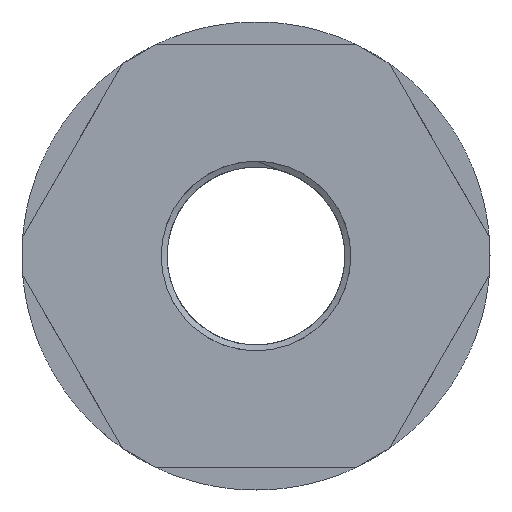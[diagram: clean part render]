
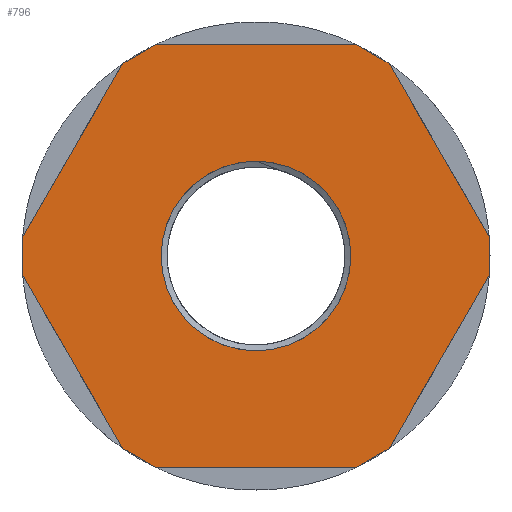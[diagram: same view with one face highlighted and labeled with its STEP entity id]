
A CAD part, left-side view. The second image highlights one B-rep face of the part: STEP entity #796.
In plain terms, the highlighted planar face has unit normal (-1, 0, 0).
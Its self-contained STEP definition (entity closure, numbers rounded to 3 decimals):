
#22=FACE_BOUND('',#316,.T.);
#45=PLANE('',#883);
#52=LINE('',#2273,#108);
#55=LINE('',#2284,#111);
#59=LINE('',#2296,#115);
#63=LINE('',#2308,#119);
#67=LINE('',#2320,#123);
#71=LINE('',#2332,#127);
#75=LINE('',#2344,#131);
#79=LINE('',#2356,#135);
#83=LINE('',#2368,#139);
#87=LINE('',#2380,#143);
#91=LINE('',#2392,#147);
#94=LINE('',#2401,#150);
#108=VECTOR('',#908,10.);
#111=VECTOR('',#919,10.);
#115=VECTOR('',#931,10.);
#119=VECTOR('',#943,10.);
#123=VECTOR('',#955,10.);
#127=VECTOR('',#967,10.);
#131=VECTOR('',#979,10.);
#135=VECTOR('',#991,10.);
#139=VECTOR('',#1003,10.);
#143=VECTOR('',#1015,10.);
#147=VECTOR('',#1027,10.);
#150=VECTOR('',#1038,10.);
#160=CIRCLE('',#811,0.1);
#163=CIRCLE('',#816,0.1);
#164=CIRCLE('',#819,0.1);
#167=CIRCLE('',#824,0.1);
#168=CIRCLE('',#827,0.1);
#171=CIRCLE('',#832,0.1);
#172=CIRCLE('',#835,0.1);
#175=CIRCLE('',#840,0.1);
#176=CIRCLE('',#843,0.1);
#179=CIRCLE('',#848,0.1);
#180=CIRCLE('',#851,0.1);
#183=CIRCLE('',#856,0.1);
#188=CIRCLE('',#869,12.326);
#262=FACE_OUTER_BOUND('',#315,.T.);
#315=EDGE_LOOP('',(#715,#716,#717,#718,#719,#720,#721,#722,#723,#724,#725,
#726,#727,#728,#729,#730,#731,#732,#733,#734,#735,#736,#737,#738));
#316=EDGE_LOOP('',(#739));
#346=VERTEX_POINT('',#2260);
#347=VERTEX_POINT('',#2261);
#351=VERTEX_POINT('',#2271);
#354=VERTEX_POINT('',#2278);
#355=VERTEX_POINT('',#2280);
#356=VERTEX_POINT('',#2287);
#357=VERTEX_POINT('',#2288);
#362=VERTEX_POINT('',#2302);
#363=VERTEX_POINT('',#2304);
#364=VERTEX_POINT('',#2311);
#365=VERTEX_POINT('',#2312);
#370=VERTEX_POINT('',#2326);
#371=VERTEX_POINT('',#2328);
#372=VERTEX_POINT('',#2335);
#373=VERTEX_POINT('',#2336);
#378=VERTEX_POINT('',#2350);
#379=VERTEX_POINT('',#2352);
#380=VERTEX_POINT('',#2359);
#381=VERTEX_POINT('',#2360);
#386=VERTEX_POINT('',#2374);
#387=VERTEX_POINT('',#2376);
#388=VERTEX_POINT('',#2383);
#389=VERTEX_POINT('',#2384);
#393=VERTEX_POINT('',#2397);
#408=VERTEX_POINT('',#4733);
#424=EDGE_CURVE('',#346,#347,#160,.T.);
#430=EDGE_CURVE('',#346,#351,#52,.T.);
#433=EDGE_CURVE('',#354,#355,#163,.T.);
#435=EDGE_CURVE('',#354,#347,#55,.T.);
#437=EDGE_CURVE('',#356,#357,#164,.T.);
#441=EDGE_CURVE('',#356,#355,#59,.T.);
#445=EDGE_CURVE('',#362,#363,#167,.T.);
#447=EDGE_CURVE('',#362,#357,#63,.T.);
#449=EDGE_CURVE('',#364,#365,#168,.T.);
#453=EDGE_CURVE('',#364,#363,#67,.T.);
#457=EDGE_CURVE('',#370,#371,#171,.T.);
#459=EDGE_CURVE('',#370,#365,#71,.T.);
#461=EDGE_CURVE('',#372,#373,#172,.T.);
#465=EDGE_CURVE('',#372,#371,#75,.T.);
#469=EDGE_CURVE('',#378,#379,#175,.T.);
#471=EDGE_CURVE('',#378,#373,#79,.T.);
#473=EDGE_CURVE('',#380,#381,#176,.T.);
#477=EDGE_CURVE('',#380,#379,#83,.T.);
#481=EDGE_CURVE('',#386,#387,#179,.T.);
#483=EDGE_CURVE('',#386,#381,#87,.T.);
#485=EDGE_CURVE('',#388,#389,#180,.T.);
#489=EDGE_CURVE('',#388,#387,#91,.T.);
#493=EDGE_CURVE('',#393,#351,#183,.T.);
#494=EDGE_CURVE('',#393,#389,#94,.T.);
#518=EDGE_CURVE('',#408,#408,#188,.T.);
#715=ORIENTED_EDGE('',*,*,#424,.F.);
#716=ORIENTED_EDGE('',*,*,#430,.T.);
#717=ORIENTED_EDGE('',*,*,#493,.F.);
#718=ORIENTED_EDGE('',*,*,#494,.T.);
#719=ORIENTED_EDGE('',*,*,#485,.F.);
#720=ORIENTED_EDGE('',*,*,#489,.T.);
#721=ORIENTED_EDGE('',*,*,#481,.F.);
#722=ORIENTED_EDGE('',*,*,#483,.T.);
#723=ORIENTED_EDGE('',*,*,#473,.F.);
#724=ORIENTED_EDGE('',*,*,#477,.T.);
#725=ORIENTED_EDGE('',*,*,#469,.F.);
#726=ORIENTED_EDGE('',*,*,#471,.T.);
#727=ORIENTED_EDGE('',*,*,#461,.F.);
#728=ORIENTED_EDGE('',*,*,#465,.T.);
#729=ORIENTED_EDGE('',*,*,#457,.F.);
#730=ORIENTED_EDGE('',*,*,#459,.T.);
#731=ORIENTED_EDGE('',*,*,#449,.F.);
#732=ORIENTED_EDGE('',*,*,#453,.T.);
#733=ORIENTED_EDGE('',*,*,#445,.F.);
#734=ORIENTED_EDGE('',*,*,#447,.T.);
#735=ORIENTED_EDGE('',*,*,#437,.F.);
#736=ORIENTED_EDGE('',*,*,#441,.T.);
#737=ORIENTED_EDGE('',*,*,#433,.F.);
#738=ORIENTED_EDGE('',*,*,#435,.T.);
#739=ORIENTED_EDGE('',*,*,#518,.T.);
#796=ADVANCED_FACE('',(#262,#22),#45,.T.);
#811=AXIS2_PLACEMENT_3D('',#2262,#898,#899);
#816=AXIS2_PLACEMENT_3D('',#2281,#914,#915);
#819=AXIS2_PLACEMENT_3D('',#2289,#923,#924);
#824=AXIS2_PLACEMENT_3D('',#2305,#938,#939);
#827=AXIS2_PLACEMENT_3D('',#2313,#947,#948);
#832=AXIS2_PLACEMENT_3D('',#2329,#962,#963);
#835=AXIS2_PLACEMENT_3D('',#2337,#971,#972);
#840=AXIS2_PLACEMENT_3D('',#2353,#986,#987);
#843=AXIS2_PLACEMENT_3D('',#2361,#995,#996);
#848=AXIS2_PLACEMENT_3D('',#2377,#1010,#1011);
#851=AXIS2_PLACEMENT_3D('',#2385,#1019,#1020);
#856=AXIS2_PLACEMENT_3D('',#2399,#1034,#1035);
#869=AXIS2_PLACEMENT_3D('',#4734,#1069,#1070);
#883=AXIS2_PLACEMENT_3D('',#4754,#1097,#1098);
#898=DIRECTION('center_axis',(1.,0.,0.));
#899=DIRECTION('ref_axis',(0.,-0.259,0.966));
#908=DIRECTION('',(0.,1.,0.));
#914=DIRECTION('center_axis',(1.,0.,0.));
#915=DIRECTION('ref_axis',(0.,-0.707,0.707));
#919=DIRECTION('',(0.,0.866,0.5));
#923=DIRECTION('center_axis',(1.,0.,0.));
#924=DIRECTION('ref_axis',(0.,-0.966,0.259));
#931=DIRECTION('',(0.,0.5,0.866));
#938=DIRECTION('center_axis',(1.,0.,0.));
#939=DIRECTION('ref_axis',(0.,-0.966,-0.259));
#943=DIRECTION('',(0.,0.,1.));
#947=DIRECTION('center_axis',(1.,0.,0.));
#948=DIRECTION('ref_axis',(0.,-0.707,-0.707));
#955=DIRECTION('',(0.,-0.5,0.866));
#962=DIRECTION('center_axis',(1.,0.,0.));
#963=DIRECTION('ref_axis',(0.,-0.259,-0.966));
#967=DIRECTION('',(0.,-0.866,0.5));
#971=DIRECTION('center_axis',(1.,0.,0.));
#972=DIRECTION('ref_axis',(0.,0.259,-0.966));
#979=DIRECTION('',(0.,-1.,0.));
#986=DIRECTION('center_axis',(1.,0.,0.));
#987=DIRECTION('ref_axis',(0.,0.707,-0.707));
#991=DIRECTION('',(0.,-0.866,-0.5));
#995=DIRECTION('center_axis',(1.,0.,0.));
#996=DIRECTION('ref_axis',(0.,0.966,-0.259));
#1003=DIRECTION('',(0.,-0.5,-0.866));
#1010=DIRECTION('center_axis',(1.,0.,0.));
#1011=DIRECTION('ref_axis',(0.,0.966,0.259));
#1015=DIRECTION('',(0.,0.,-1.));
#1019=DIRECTION('center_axis',(1.,0.,0.));
#1020=DIRECTION('ref_axis',(0.,0.707,0.707));
#1027=DIRECTION('',(0.,0.5,-0.866));
#1034=DIRECTION('center_axis',(1.,0.,0.));
#1035=DIRECTION('ref_axis',(0.,0.259,0.966));
#1038=DIRECTION('',(0.,0.866,-0.5));
#1069=DIRECTION('center_axis',(1.,0.,0.));
#1070=DIRECTION('ref_axis',(0.,0.,-1.));
#1097=DIRECTION('center_axis',(-1.,0.,0.));
#1098=DIRECTION('ref_axis',(0.,0.,1.));
#2260=CARTESIAN_POINT('',(-21.,-12.966,27.5));
#2261=CARTESIAN_POINT('',(-21.,-13.016,27.487));
#2262=CARTESIAN_POINT('Origin',(-21.,-12.966,27.4));
#2271=CARTESIAN_POINT('',(-21.,12.966,27.5));
#2273=CARTESIAN_POINT('',(-21.,8.711,27.5));
#2278=CARTESIAN_POINT('',(-21.,-17.296,25.016));
#2280=CARTESIAN_POINT('',(-21.,-17.333,24.979));
#2281=CARTESIAN_POINT('Origin',(-21.,-17.246,24.929));
#2284=CARTESIAN_POINT('',(-21.,-4.832,32.212));
#2287=CARTESIAN_POINT('',(-21.,-30.299,2.521));
#2288=CARTESIAN_POINT('',(-21.,-30.312,2.471));
#2289=CARTESIAN_POINT('Origin',(-21.,-30.212,2.471));
#2296=CARTESIAN_POINT('',(-21.,-23.262,14.709));
#2302=CARTESIAN_POINT('',(-21.,-30.312,-2.471));
#2304=CARTESIAN_POINT('',(-21.,-30.299,-2.521));
#2305=CARTESIAN_POINT('Origin',(-21.,-30.212,-2.471));
#2308=CARTESIAN_POINT('',(-21.,-30.312,-1.249));
#2311=CARTESIAN_POINT('',(-21.,-17.333,-24.979));
#2312=CARTESIAN_POINT('',(-21.,-17.296,-25.016));
#2313=CARTESIAN_POINT('Origin',(-21.,-17.246,-24.929));
#2320=CARTESIAN_POINT('',(-21.,-16.766,-25.961));
#2326=CARTESIAN_POINT('',(-21.,-13.016,-27.487));
#2328=CARTESIAN_POINT('',(-21.,-12.966,-27.5));
#2329=CARTESIAN_POINT('Origin',(-21.,-12.966,-27.4));
#2332=CARTESIAN_POINT('',(-21.,-2.669,-33.461));
#2335=CARTESIAN_POINT('',(-21.,12.966,-27.5));
#2336=CARTESIAN_POINT('',(-21.,13.016,-27.487));
#2337=CARTESIAN_POINT('Origin',(-21.,12.966,-27.4));
#2344=CARTESIAN_POINT('',(-21.,21.704,-27.5));
#2350=CARTESIAN_POINT('',(-21.,17.296,-25.016));
#2352=CARTESIAN_POINT('',(-21.,17.333,-24.979));
#2353=CARTESIAN_POINT('Origin',(-21.,17.246,-24.929));
#2356=CARTESIAN_POINT('',(-21.,27.643,-19.042));
#2359=CARTESIAN_POINT('',(-21.,30.299,-2.521));
#2360=CARTESIAN_POINT('',(-21.,30.312,-2.471));
#2361=CARTESIAN_POINT('Origin',(-21.,30.212,-2.471));
#2368=CARTESIAN_POINT('',(-21.,30.866,-1.539));
#2374=CARTESIAN_POINT('',(-21.,30.312,2.471));
#2376=CARTESIAN_POINT('',(-21.,30.299,2.521));
#2377=CARTESIAN_POINT('Origin',(-21.,30.212,2.471));
#2380=CARTESIAN_POINT('',(-21.,30.312,1.249));
#2383=CARTESIAN_POINT('',(-21.,17.333,24.979));
#2384=CARTESIAN_POINT('',(-21.,17.296,25.016));
#2385=CARTESIAN_POINT('Origin',(-21.,17.246,24.929));
#2392=CARTESIAN_POINT('',(-21.,24.369,12.791));
#2397=CARTESIAN_POINT('',(-21.,13.016,27.487));
#2399=CARTESIAN_POINT('Origin',(-21.,12.966,27.4));
#2401=CARTESIAN_POINT('',(-21.,25.48,20.291));
#4733=CARTESIAN_POINT('',(-21.,12.326,0.));
#4734=CARTESIAN_POINT('Origin',(-21.,0.,0.));
#4754=CARTESIAN_POINT('Origin',(-21.,30.415,0.));
